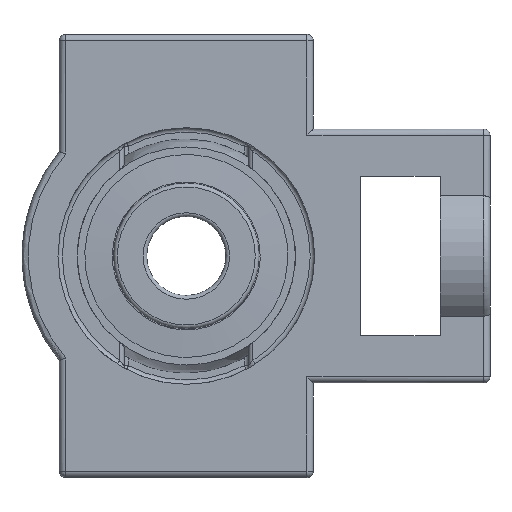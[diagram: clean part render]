
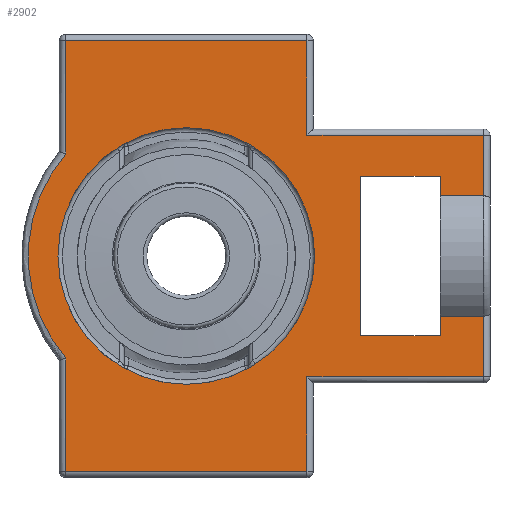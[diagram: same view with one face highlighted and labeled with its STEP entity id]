
A CAD part, left-side view. The second image highlights one B-rep face of the part: STEP entity #2902.
In plain terms, the highlighted face is planar.
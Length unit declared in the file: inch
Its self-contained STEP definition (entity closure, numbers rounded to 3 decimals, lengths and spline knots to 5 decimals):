
#858=VECTOR('',#3441,1.);
#892=VECTOR('',#3592,1.);
#893=VECTOR('',#3595,1.);
#896=VECTOR('',#3605,1.);
#897=VECTOR('',#3610,1.);
#899=VECTOR('',#3619,1.);
#904=VECTOR('',#3630,1.);
#908=VECTOR('',#3640,1.);
#911=VECTOR('',#3649,1.);
#916=VECTOR('',#3660,1.);
#923=VECTOR('',#3674,1.);
#924=VECTOR('',#3675,1.);
#925=VECTOR('',#3676,1.);
#926=VECTOR('',#3677,1.);
#927=VECTOR('',#3678,1.);
#928=VECTOR('',#3679,1.);
#1000=LINE('',#4576,#858);
#1034=LINE('',#4771,#892);
#1035=LINE('',#4788,#893);
#1038=LINE('',#4796,#896);
#1039=LINE('',#4800,#897);
#1041=LINE('',#4822,#899);
#1046=LINE('',#4832,#904);
#1050=LINE('',#4841,#908);
#1053=LINE('',#4849,#911);
#1058=LINE('',#4876,#916);
#1065=LINE('',#4909,#923);
#1066=LINE('',#4911,#924);
#1067=LINE('',#4913,#925);
#1068=LINE('',#4915,#926);
#1069=LINE('',#4917,#927);
#1070=LINE('',#4920,#928);
#1186=PLANE('',#3145);
#1268=VERTEX_POINT('',#4541);
#1271=VERTEX_POINT('',#4550);
#1273=VERTEX_POINT('',#4555);
#1277=VERTEX_POINT('',#4564);
#1279=VERTEX_POINT('',#4569);
#1282=VERTEX_POINT('',#4577);
#1283=VERTEX_POINT('',#4581);
#1286=VERTEX_POINT('',#4588);
#1328=VERTEX_POINT('',#4772);
#1330=VERTEX_POINT('',#4797);
#1331=VERTEX_POINT('',#4801);
#1339=VERTEX_POINT('',#4850);
#1344=VERTEX_POINT('',#4877);
#1351=VERTEX_POINT('',#4910);
#1352=VERTEX_POINT('',#4912);
#1353=VERTEX_POINT('',#4914);
#1354=VERTEX_POINT('',#4916);
#1355=VERTEX_POINT('',#4918);
#1356=VERTEX_POINT('',#4919);
#1457=CIRCLE('',#3038,1.01482);
#1508=CIRCLE('',#3142,1.24921);
#1618=EDGE_CURVE('',#1268,#1268,#1457,.T.);
#1632=EDGE_CURVE('',#1279,#1282,#1000,.T.);
#1703=EDGE_CURVE('',#1286,#1328,#1034,.T.);
#1705=EDGE_CURVE('',#1282,#1286,#1035,.T.);
#1710=EDGE_CURVE('',#1283,#1330,#1038,.T.);
#1712=EDGE_CURVE('',#1331,#1283,#1039,.T.);
#1717=EDGE_CURVE('',#1330,#1277,#1041,.T.);
#1723=EDGE_CURVE('',#1273,#1279,#1046,.T.);
#1728=EDGE_CURVE('',#1277,#1271,#1050,.T.);
#1732=EDGE_CURVE('',#1339,#1273,#1053,.T.);
#1739=EDGE_CURVE('',#1271,#1344,#1058,.T.);
#1741=EDGE_CURVE('',#1344,#1339,#1508,.T.);
#1750=EDGE_CURVE('',#1331,#1351,#1065,.T.);
#1751=EDGE_CURVE('',#1352,#1351,#1066,.T.);
#1752=EDGE_CURVE('',#1353,#1352,#1067,.T.);
#1753=EDGE_CURVE('',#1354,#1353,#1068,.T.);
#1754=EDGE_CURVE('',#1355,#1354,#1069,.T.);
#1755=EDGE_CURVE('',#1356,#1355,#1066,.T.);
#1756=EDGE_CURVE('',#1356,#1328,#1070,.T.);
#2188=ORIENTED_EDGE('',*,*,#1703,.F.);
#2189=ORIENTED_EDGE('',*,*,#1705,.F.);
#2190=ORIENTED_EDGE('',*,*,#1632,.F.);
#2191=ORIENTED_EDGE('',*,*,#1723,.F.);
#2192=ORIENTED_EDGE('',*,*,#1732,.F.);
#2193=ORIENTED_EDGE('',*,*,#1741,.F.);
#2194=ORIENTED_EDGE('',*,*,#1739,.F.);
#2195=ORIENTED_EDGE('',*,*,#1728,.F.);
#2196=ORIENTED_EDGE('',*,*,#1717,.F.);
#2197=ORIENTED_EDGE('',*,*,#1710,.F.);
#2198=ORIENTED_EDGE('',*,*,#1712,.F.);
#2199=ORIENTED_EDGE('',*,*,#1750,.T.);
#2200=ORIENTED_EDGE('',*,*,#1751,.F.);
#2201=ORIENTED_EDGE('',*,*,#1752,.F.);
#2202=ORIENTED_EDGE('',*,*,#1753,.F.);
#2203=ORIENTED_EDGE('',*,*,#1754,.F.);
#2204=ORIENTED_EDGE('',*,*,#1755,.F.);
#2205=ORIENTED_EDGE('',*,*,#1756,.T.);
#2206=ORIENTED_EDGE('',*,*,#1618,.T.);
#2527=EDGE_LOOP('',(#2188,#2189,#2190,#2191,#2192,#2193,#2194,#2195,#2196,
#2197,#2198,#2199,#2200,#2201,#2202,#2203,#2204,#2205));
#2528=EDGE_LOOP('',(#2206));
#2713=FACE_BOUND('',#2527,.T.);
#2714=FACE_BOUND('',#2528,.T.);
#2902=ADVANCED_FACE('',(#2713,#2714),#1186,.T.);
#3038=AXIS2_PLACEMENT_3D('',#4540,#3401,#3402);
#3142=AXIS2_PLACEMENT_3D('',#4893,#3662,#3663);
#3145=AXIS2_PLACEMENT_3D('',#4908,#3673,$);
#3401=DIRECTION('',(0.,0.,-1.));
#3402=DIRECTION('',(0.,1.015,0.));
#3441=DIRECTION('',(-1.,0.,0.));
#3592=DIRECTION('',(-1.,0.,0.));
#3595=DIRECTION('',(0.,-1.,0.));
#3605=DIRECTION('',(0.,1.,0.));
#3610=DIRECTION('',(-1.,0.,0.));
#3619=DIRECTION('',(-1.,0.,0.));
#3630=DIRECTION('',(0.,-1.,0.));
#3640=DIRECTION('',(0.,1.,0.));
#3649=DIRECTION('',(1.,0.,0.));
#3660=DIRECTION('',(1.,0.,0.));
#3662=DIRECTION('',(0.,0.,-1.));
#3663=DIRECTION('',(0.,1.249,0.));
#3673=DIRECTION('',(0.,0.,1.));
#3674=DIRECTION('',(0.,1.,0.));
#3675=DIRECTION('',(1.,0.,0.));
#3676=DIRECTION('',(0.,-1.,0.));
#3677=DIRECTION('',(-1.,0.,0.));
#3678=DIRECTION('',(0.,1.,0.));
#3679=DIRECTION('',(0.,-1.,0.));
#4540=CARTESIAN_POINT('',(0.,0.,0.41339));
#4541=CARTESIAN_POINT('',(0.,1.01482,0.41339));
#4550=CARTESIAN_POINT('',(-1.70197,0.95394,0.41339));
#4555=CARTESIAN_POINT('',(1.70197,0.95394,0.41339));
#4564=CARTESIAN_POINT('',(-1.70197,-0.95394,0.41339));
#4569=CARTESIAN_POINT('',(1.70197,-0.95394,0.41339));
#4576=CARTESIAN_POINT('',(0.31935,-0.95394,0.41339));
#4577=CARTESIAN_POINT('',(0.95394,-0.95394,0.41339));
#4581=CARTESIAN_POINT('',(-0.95394,-2.35157,0.41339));
#4588=CARTESIAN_POINT('',(0.95394,-2.35157,0.41339));
#4771=CARTESIAN_POINT('',(-0.62062,-2.35157,0.41339));
#4772=CARTESIAN_POINT('',(0.4753,-2.35157,0.41339));
#4788=CARTESIAN_POINT('',(0.95394,-1.17454,0.41339));
#4796=CARTESIAN_POINT('',(-0.95394,-1.17454,0.41339));
#4797=CARTESIAN_POINT('',(-0.95394,-0.95394,0.41339));
#4800=CARTESIAN_POINT('',(-0.62062,-2.35157,0.41339));
#4801=CARTESIAN_POINT('',(-0.4753,-2.35157,0.41339));
#4822=CARTESIAN_POINT('',(-1.05861,-0.95394,0.41339));
#4832=CARTESIAN_POINT('',(1.70197,-0.32316,0.41339));
#4841=CARTESIAN_POINT('',(-1.70197,-0.32316,0.41339));
#4849=CARTESIAN_POINT('',(0.27453,0.95394,0.41339));
#4850=CARTESIAN_POINT('',(0.80656,0.95394,0.41339));
#4876=CARTESIAN_POINT('',(-1.01379,0.95394,0.41339));
#4877=CARTESIAN_POINT('',(-0.80656,0.95394,0.41339));
#4893=CARTESIAN_POINT('',(0.,0.,0.41339));
#4908=CARTESIAN_POINT('',(-0.73926,-0.64632,0.41339));
#4909=CARTESIAN_POINT('',(-0.4753,-2.20472,0.41339));
#4910=CARTESIAN_POINT('',(-0.4753,-2.00787,0.41339));
#4911=CARTESIAN_POINT('',(-0.62992,-2.00787,0.41339));
#4912=CARTESIAN_POINT('',(-0.62992,-2.00787,0.41339));
#4913=CARTESIAN_POINT('',(-0.62992,-1.37795,0.41339));
#4914=CARTESIAN_POINT('',(-0.62992,-1.37795,0.41339));
#4915=CARTESIAN_POINT('',(0.,-1.37795,0.41339));
#4916=CARTESIAN_POINT('',(0.62992,-1.37795,0.41339));
#4917=CARTESIAN_POINT('',(0.62992,-1.37795,0.41339));
#4918=CARTESIAN_POINT('',(0.62992,-2.00787,0.41339));
#4919=CARTESIAN_POINT('',(0.4753,-2.00787,0.41339));
#4920=CARTESIAN_POINT('',(0.4753,-2.20472,0.41339));
